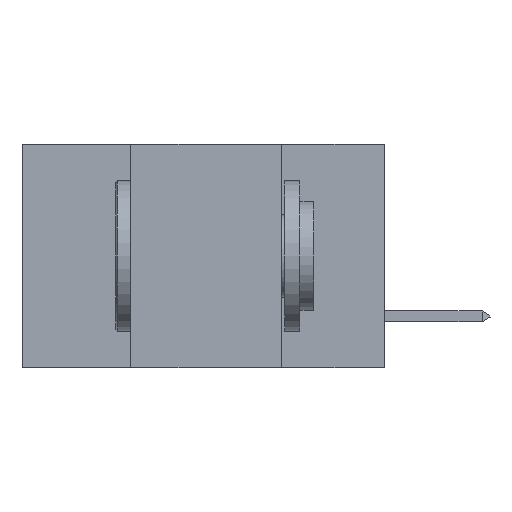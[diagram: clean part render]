
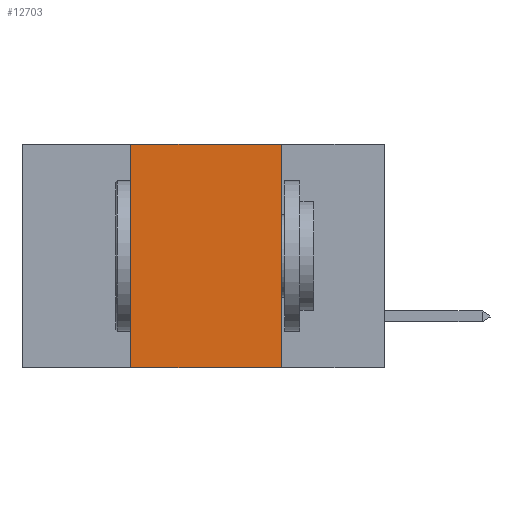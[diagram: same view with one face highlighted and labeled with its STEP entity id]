
A CAD part, left-side view. The second image highlights one B-rep face of the part: STEP entity #12703.
In plain terms, the highlighted planar face has unit normal (-1, 0, 0).
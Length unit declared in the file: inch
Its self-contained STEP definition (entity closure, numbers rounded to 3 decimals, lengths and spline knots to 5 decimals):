
#235 = CARTESIAN_POINT ( 'NONE',  ( 0., 0.42, 0. ) ) ;
#1021 = VECTOR ( 'NONE', #3135, 39.37008 ) ;
#1121 = EDGE_LOOP ( 'NONE', ( #20073, #13192, #18929, #11324 ) ) ;
#1250 = EDGE_CURVE ( 'NONE', #16843, #13439, #12752, .T. ) ;
#2428 = LINE ( 'NONE', #20105, #15227 ) ;
#2823 = DIRECTION ( 'NONE',  ( 0., 0., -1. ) ) ;
#2828 = CARTESIAN_POINT ( 'NONE',  ( 0., 0.42, -0.37 ) ) ;
#3135 = DIRECTION ( 'NONE',  ( 0., -1., 0. ) ) ;
#4416 = CARTESIAN_POINT ( 'NONE',  ( 0., 0.17, -0.37 ) ) ;
#5414 = VERTEX_POINT ( 'NONE', #4416 ) ;
#5849 = LINE ( 'NONE', #18766, #9674 ) ;
#7846 = CARTESIAN_POINT ( 'NONE',  ( 0., 0.42, 0. ) ) ;
#7994 = DIRECTION ( 'NONE',  ( 0., 0., 1. ) ) ;
#8215 = PLANE ( 'NONE',  #21411 ) ;
#9674 = VECTOR ( 'NONE', #22461, 39.37008 ) ;
#9951 = DIRECTION ( 'NONE',  ( 1., 0., 0. ) ) ;
#11324 = ORIENTED_EDGE ( 'NONE', *, *, #11571, .T. ) ;
#11571 = EDGE_CURVE ( 'NONE', #21348, #5414, #2428, .T. ) ;
#12703 = ADVANCED_FACE ( 'NONE', ( #17613 ), #8215, .F. ) ;
#12752 = LINE ( 'NONE', #22433, #1021 ) ;
#13192 = ORIENTED_EDGE ( 'NONE', *, *, #1250, .F. ) ;
#13439 = VERTEX_POINT ( 'NONE', #17717 ) ;
#13564 = LINE ( 'NONE', #7846, #21773 ) ;
#14924 = CARTESIAN_POINT ( 'NONE',  ( 0., 0.6, 0. ) ) ;
#15227 = VECTOR ( 'NONE', #21887, 39.37008 ) ;
#16843 = VERTEX_POINT ( 'NONE', #235 ) ;
#17523 = EDGE_CURVE ( 'NONE', #13439, #5414, #5849, .T. ) ;
#17613 = FACE_OUTER_BOUND ( 'NONE', #1121, .T. ) ;
#17717 = CARTESIAN_POINT ( 'NONE',  ( 0., 0.17, 0. ) ) ;
#18766 = CARTESIAN_POINT ( 'NONE',  ( 0., 0.17, 0. ) ) ;
#18929 = ORIENTED_EDGE ( 'NONE', *, *, #19959, .F. ) ;
#19959 = EDGE_CURVE ( 'NONE', #21348, #16843, #13564, .T. ) ;
#20073 = ORIENTED_EDGE ( 'NONE', *, *, #17523, .F. ) ;
#20105 = CARTESIAN_POINT ( 'NONE',  ( 0., 0.6, -0.37 ) ) ;
#21348 = VERTEX_POINT ( 'NONE', #2828 ) ;
#21411 = AXIS2_PLACEMENT_3D ( 'NONE', #14924, #9951, #2823 ) ;
#21773 = VECTOR ( 'NONE', #7994, 39.37008 ) ;
#21887 = DIRECTION ( 'NONE',  ( 0., -1., 0. ) ) ;
#22433 = CARTESIAN_POINT ( 'NONE',  ( 0., 0.6, 0. ) ) ;
#22461 = DIRECTION ( 'NONE',  ( 0., 0., -1. ) ) ;
